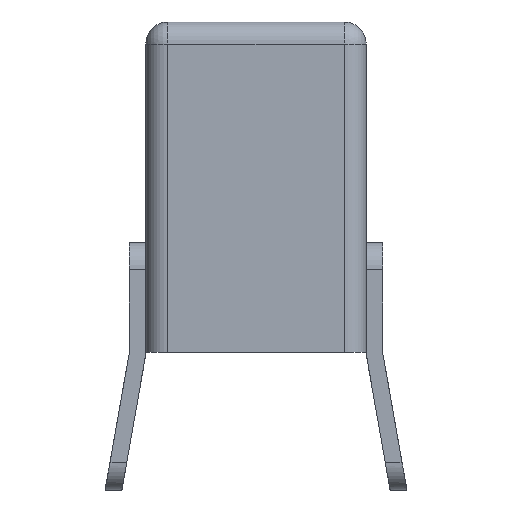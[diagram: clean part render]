
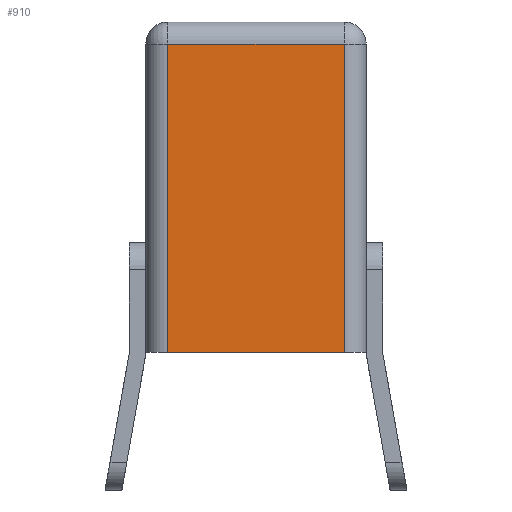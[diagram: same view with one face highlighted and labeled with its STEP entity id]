
A CAD part, left-side view. The second image highlights one B-rep face of the part: STEP entity #910.
In plain terms, the highlighted planar face has unit normal (-1, 0, 0).
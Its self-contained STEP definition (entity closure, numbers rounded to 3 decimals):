
#83 = ORIENTED_EDGE ( 'NONE', *, *, #4079, .T. ) ;
#108 = DIRECTION ( 'NONE',  ( 0., 1., 0. ) ) ;
#183 = EDGE_CURVE ( 'NONE', #266, #1264, #3943, .T. ) ;
#266 = VERTEX_POINT ( 'NONE', #843 ) ;
#307 = EDGE_CURVE ( 'NONE', #1093, #3415, #1830, .T. ) ;
#446 = ORIENTED_EDGE ( 'NONE', *, *, #183, .T. ) ;
#466 = LINE ( 'NONE', #2741, #1101 ) ;
#558 = VECTOR ( 'NONE', #108, 1000. ) ;
#683 = VECTOR ( 'NONE', #1018, 1000. ) ;
#843 = CARTESIAN_POINT ( 'NONE',  ( 0., -4., 56. ) ) ;
#899 = DIRECTION ( 'NONE',  ( 0., 1., 0. ) ) ;
#910 = ADVANCED_FACE ( 'NONE', ( #4112 ), #3811, .F. ) ;
#1018 = DIRECTION ( 'NONE',  ( 0., 0., -1. ) ) ;
#1063 = EDGE_LOOP ( 'NONE', ( #1110, #2681, #446, #83 ) ) ;
#1093 = VERTEX_POINT ( 'NONE', #3958 ) ;
#1101 = VECTOR ( 'NONE', #4041, 1000. ) ;
#1110 = ORIENTED_EDGE ( 'NONE', *, *, #307, .F. ) ;
#1183 = EDGE_CURVE ( 'NONE', #1093, #266, #2076, .T. ) ;
#1264 = VERTEX_POINT ( 'NONE', #1437 ) ;
#1382 = CARTESIAN_POINT ( 'NONE',  ( 0., -4., 60. ) ) ;
#1437 = CARTESIAN_POINT ( 'NONE',  ( 0., -4., 0. ) ) ;
#1543 = CARTESIAN_POINT ( 'NONE',  ( 0., -4., 60. ) ) ;
#1788 = DIRECTION ( 'NONE',  ( 0., 0., -1. ) ) ;
#1830 = LINE ( 'NONE', #2408, #3949 ) ;
#2076 = LINE ( 'NONE', #4062, #558 ) ;
#2408 = CARTESIAN_POINT ( 'NONE',  ( 0., -36., 60. ) ) ;
#2681 = ORIENTED_EDGE ( 'NONE', *, *, #1183, .T. ) ;
#2741 = CARTESIAN_POINT ( 'NONE',  ( 0., -4., 0. ) ) ;
#2886 = CARTESIAN_POINT ( 'NONE',  ( 0., -36., 0. ) ) ;
#3214 = AXIS2_PLACEMENT_3D ( 'NONE', #1543, #3859, #899 ) ;
#3415 = VERTEX_POINT ( 'NONE', #2886 ) ;
#3811 = PLANE ( 'NONE',  #3214 ) ;
#3859 = DIRECTION ( 'NONE',  ( 1., 0., 0. ) ) ;
#3943 = LINE ( 'NONE', #1382, #683 ) ;
#3949 = VECTOR ( 'NONE', #1788, 1000. ) ;
#3958 = CARTESIAN_POINT ( 'NONE',  ( 0., -36., 56. ) ) ;
#4041 = DIRECTION ( 'NONE',  ( 0., -1., 0. ) ) ;
#4062 = CARTESIAN_POINT ( 'NONE',  ( 0., -4., 56. ) ) ;
#4079 = EDGE_CURVE ( 'NONE', #1264, #3415, #466, .T. ) ;
#4112 = FACE_OUTER_BOUND ( 'NONE', #1063, .T. ) ;
